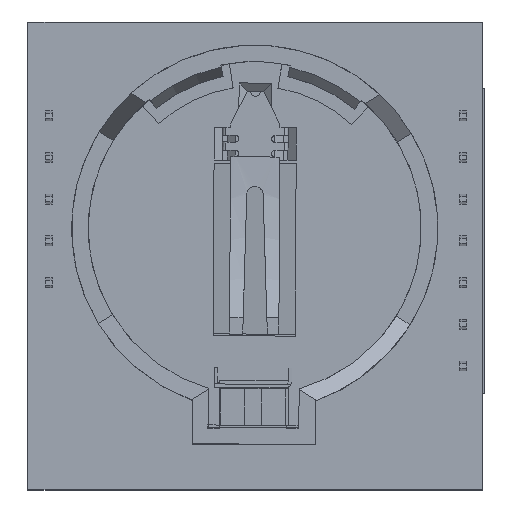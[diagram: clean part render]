
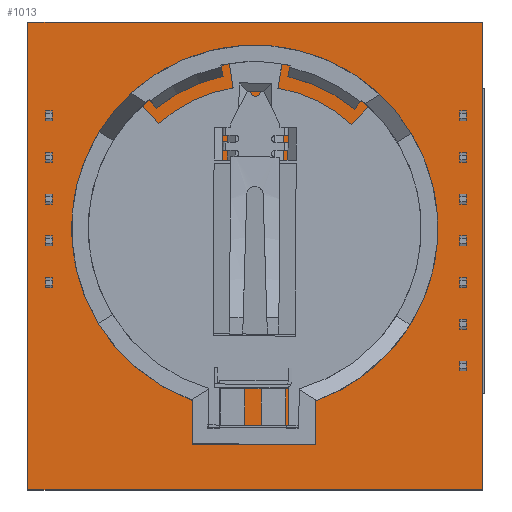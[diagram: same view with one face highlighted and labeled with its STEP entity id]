
A CAD part, top view. The second image highlights one B-rep face of the part: STEP entity #1013.
In plain terms, the highlighted planar face has unit normal (0, 0, 1).
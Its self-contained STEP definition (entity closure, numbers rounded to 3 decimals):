
#1013=ADVANCED_FACE('',(#5091),#5093,.T.);
#5091=FACE_BOUND('',#5092,.T.);
#5092=EDGE_LOOP('',(#8299,#8300,#8301,#8302));
#5093=PLANE('',#5094);
#5094=AXIS2_PLACEMENT_3D('',#5095,#5096,#5097);
#5095=CARTESIAN_POINT('',(0.,0.,1.5));
#5096=DIRECTION('',(0.,0.,1.));
#5097=DIRECTION('',(-1.,0.,0.));
#8299=ORIENTED_EDGE('',*,*,#10895,.T.);
#8300=ORIENTED_EDGE('',*,*,#10899,.T.);
#8301=ORIENTED_EDGE('',*,*,#10902,.T.);
#8302=ORIENTED_EDGE('',*,*,#10904,.T.);
#10895=EDGE_CURVE('',#12203,#12201,#12204,.T.);
#10899=EDGE_CURVE('',#12201,#12208,#12210,.T.);
#10902=EDGE_CURVE('',#12208,#12213,#12215,.T.);
#10904=EDGE_CURVE('',#12213,#12203,#12217,.T.);
#12201=VERTEX_POINT('',#14356);
#12203=VERTEX_POINT('',#14360);
#12204=LINE('',#14361,#14362);
#12208=VERTEX_POINT('',#14371);
#12210=LINE('',#14375,#14376);
#12213=VERTEX_POINT('',#14382);
#12215=LINE('',#14386,#14387);
#12217=LINE('',#14392,#14393);
#14356=CARTESIAN_POINT('',(12.888,-14.924,1.5));
#14360=CARTESIAN_POINT('',(-14.812,-14.924,1.5));
#14361=CARTESIAN_POINT('',(-14.812,-14.924,1.5));
#14362=VECTOR('',#14363,1.);
#14363=DIRECTION('',(1.,0.,0.));
#14371=CARTESIAN_POINT('',(12.888,13.576,1.5));
#14375=CARTESIAN_POINT('',(12.888,-14.924,1.5));
#14376=VECTOR('',#14377,1.);
#14377=DIRECTION('',(0.,1.,0.));
#14382=CARTESIAN_POINT('',(-14.812,13.576,1.5));
#14386=CARTESIAN_POINT('',(12.888,13.576,1.5));
#14387=VECTOR('',#14388,1.);
#14388=DIRECTION('',(-1.,0.,0.));
#14392=CARTESIAN_POINT('',(-14.812,13.576,1.5));
#14393=VECTOR('',#14394,1.);
#14394=DIRECTION('',(0.,-1.,0.));
